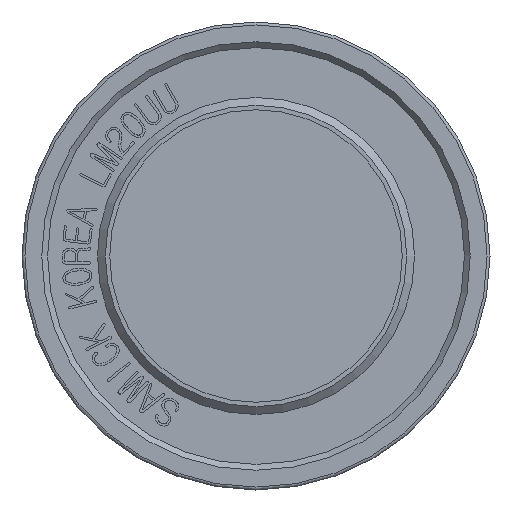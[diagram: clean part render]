
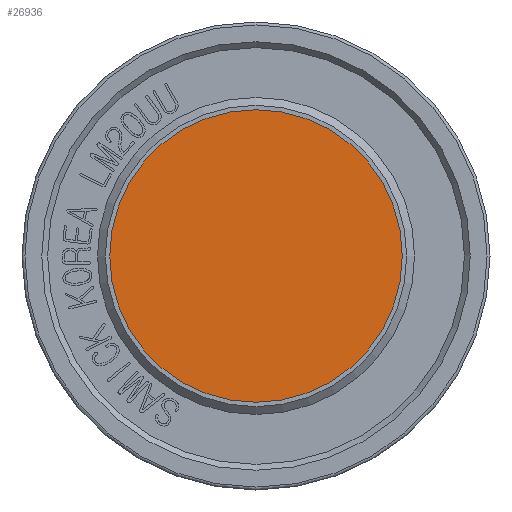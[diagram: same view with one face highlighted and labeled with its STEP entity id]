
A CAD part, front view. The second image highlights one B-rep face of the part: STEP entity #26936.
In plain terms, the highlighted planar face has unit normal (0, -1, 0).
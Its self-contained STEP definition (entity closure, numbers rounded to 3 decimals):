
#26905=CARTESIAN_POINT('',(-10.0,-47.5,0.));
#26906=VERTEX_POINT('',#26905);
#26907=CARTESIAN_POINT('',(0.0,-47.5,0.0));
#26908=DIRECTION('',(0.0,1.0,0.0));
#26909=DIRECTION('',(1.0,0.0,0.0));
#26910=AXIS2_PLACEMENT_3D('',#26907,#26908,#26909);
#26911=CIRCLE('',#26910,10.0);
#26912=EDGE_CURVE('',#26906,#26906,#26911,.T.);
#26928=CARTESIAN_POINT('',(0.0,-47.5,0.0));
#26929=DIRECTION('',(0.0,-1.0,0.0));
#26930=DIRECTION('',(0.0,0.0,-1.0));
#26931=AXIS2_PLACEMENT_3D('',#26928,#26929,#26930);
#26932=PLANE('',#26931);
#26933=ORIENTED_EDGE('',*,*,#26912,.F.);
#26934=EDGE_LOOP('',(#26933));
#26935=FACE_OUTER_BOUND('',#26934,.T.);
#26936=ADVANCED_FACE('',(#26935),#26932,.T.);
